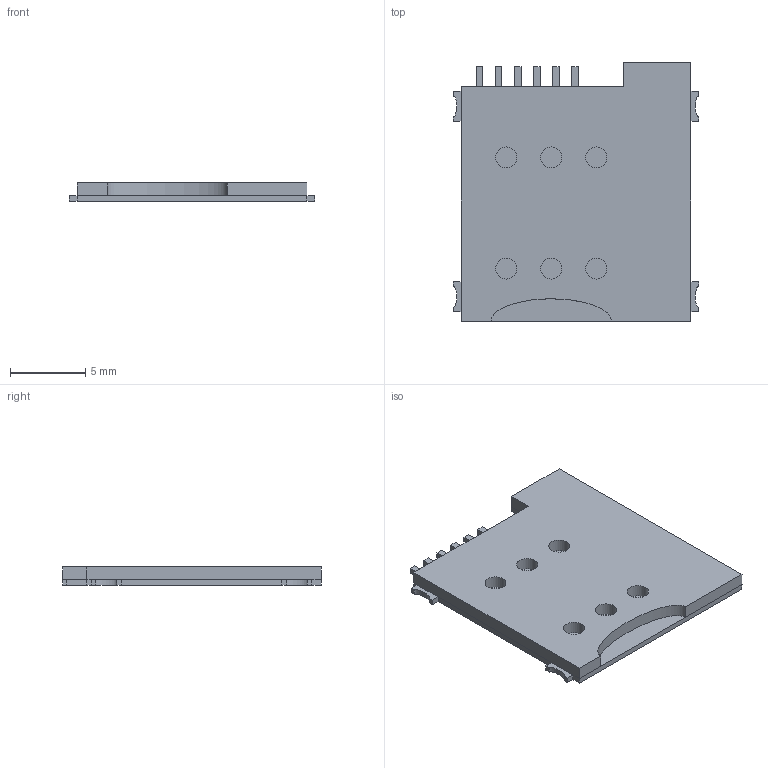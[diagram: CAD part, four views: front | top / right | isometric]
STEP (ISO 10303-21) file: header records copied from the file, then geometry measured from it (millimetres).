
FILE_DESCRIPTION(('FreeCAD Model'),'2;1');
FILE_NAME('sk.step','2019-03-29T18:04:08',('Author'),(''), 'Open CASCADE STEP processor 7.2','FreeCAD','Unknown');
FILE_SCHEMA(('AUTOMOTIVE_DESIGN { 1 0 10303 214 1 1 1 1 }'));
Length unit declared in the file: millimetre
Products named in the file (1): Body
Bounding box: 16.36 x 17.2 x 1.22 mm (x, y, z)
Volume: 286.6 mm3; surface area: 615.8 mm2
Topology: 1 solids, 1 shells, 89 faces, 214 edges, 133 vertices
Faces by surface type: plane 78, cylinder 6, extrusion 5
Full cylindrical faces by diameter (mm): 1.4 x6
Entity records: 5381 total; most frequent: CARTESIAN_POINT 955, DIRECTION 834, VECTOR 603, LINE 598, ORIENTED_EDGE 428, PCURVE 428, DEFINITIONAL_REPRESENTATION 428, EDGE_CURVE 214
